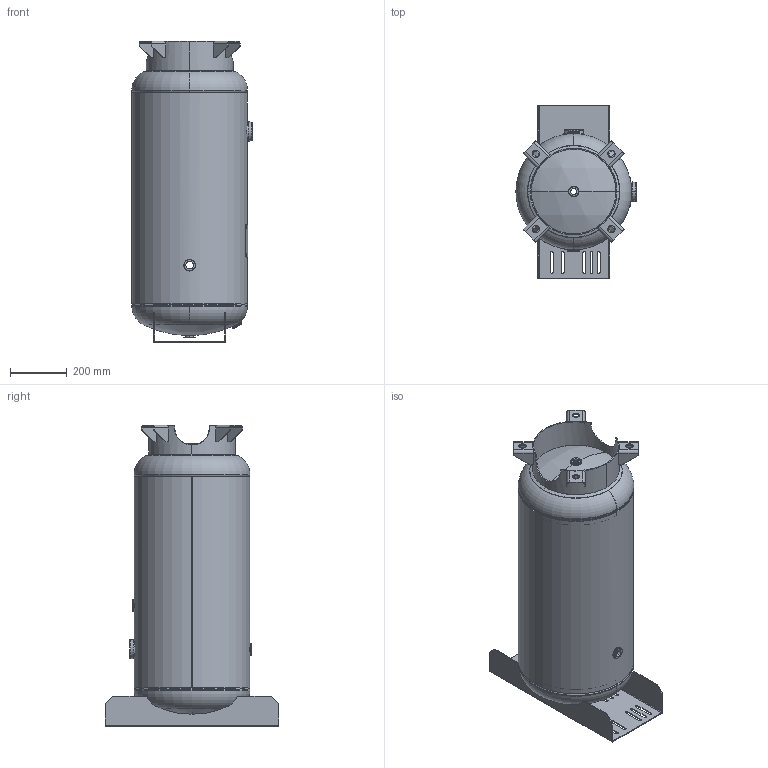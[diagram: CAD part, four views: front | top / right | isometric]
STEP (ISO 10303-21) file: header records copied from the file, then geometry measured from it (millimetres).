
FILE_DESCRIPTION (( 'STEP AP203' ), '1' );
FILE_NAME ('302408.STEP', '2012-02-03T23:32:20', ( '' ), ( '' ), 'SwSTEP 2.0', 'SolidWorks 2011', '' );
FILE_SCHEMA (( 'CONFIG_CONTROL_DESIGN' ));
Length unit declared in the file: inch
Products named in the file (1): 302408
Bounding box: 422.78 x 609.6 x 1060.48 mm (x, y, z)
Surface area: 3261108.2 mm2 (no closed solid volume)
Topology: 0 solids, 28 shells, 317 faces, 860 edges, 561 vertices
Faces by surface type: plane 139, cylinder 107, torus 46, bspline 21, sphere 4
Full cylindrical faces by diameter (mm): 399.999 x1, 406.4 x1
Entity records: 14105 total; most frequent: CARTESIAN_POINT 6070, DIRECTION 1699, ORIENTED_EDGE 1512, EDGE_CURVE 860, AXIS2_PLACEMENT_3D 646, VERTEX_POINT 561, VECTOR 407, LINE 407
